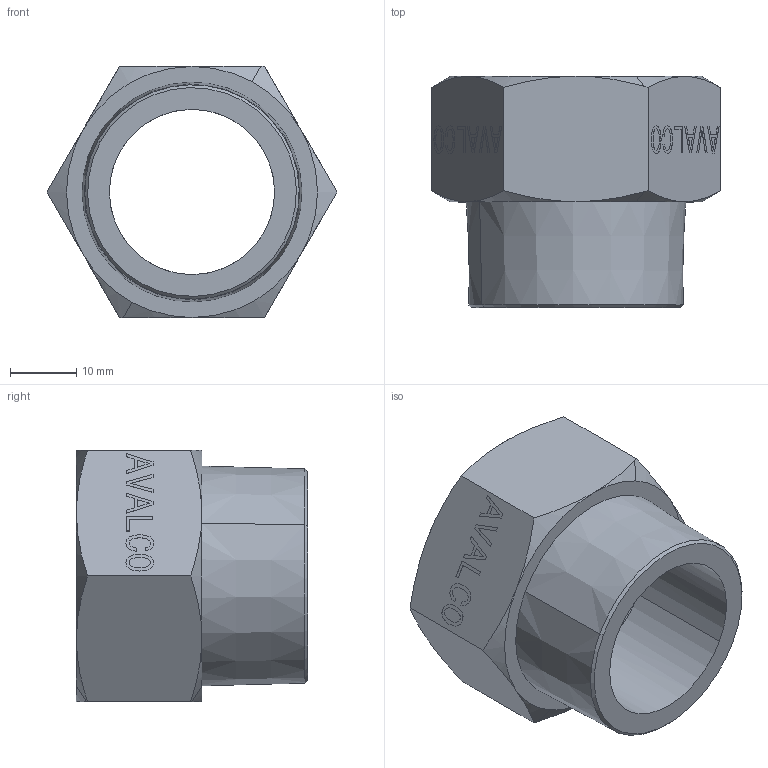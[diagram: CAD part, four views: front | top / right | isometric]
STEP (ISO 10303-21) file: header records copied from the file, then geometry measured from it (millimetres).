
FILE_DESCRIPTION(( 'RA.16.01.01.stp' ), '1');
FILE_NAME( 'RA.16.01.01.stp', '2019-06-19T16:34:10',( 'Sopra'),('sopra-pneumatic.com'), 'SwSTEP 2.0','SolidWorks 2009','' );
FILE_SCHEMA(('CONFIG_CONTROL_DESIGN'));
Length unit declared in the file: millimetre
Products named in the file (1): DN523-R100-H19
Bounding box: 43.88 x 35 x 38 mm (x, y, z)
Volume: 15773.2 mm3; surface area: 8438.1 mm2
Topology: 1 solids, 1 shells, 371 faces, 1007 edges, 666 vertices
Faces by surface type: plane 345, cone 22, cylinder 4
Entity records: 11100 total; most frequent: CARTESIAN_POINT 2082, ORIENTED_EDGE 2014, DIRECTION 1551, EDGE_CURVE 1007, VECTOR 947, LINE 947, VERTEX_POINT 666, EDGE_LOOP 401
